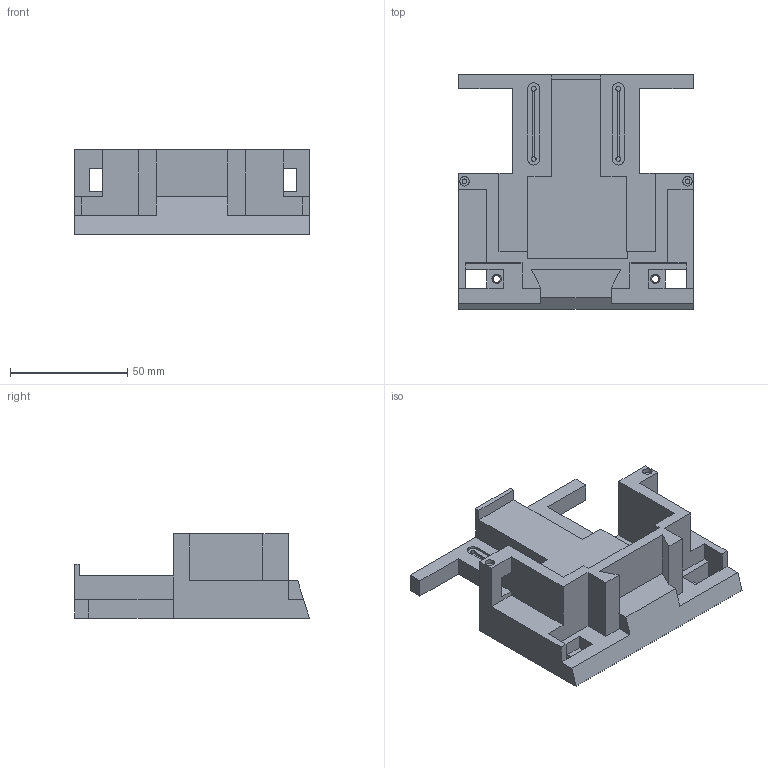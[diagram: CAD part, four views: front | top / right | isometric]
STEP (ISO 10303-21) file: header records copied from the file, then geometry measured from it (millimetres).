
FILE_DESCRIPTION(/* description */ (''),/* implementation_level */ '2;1');
FILE_NAME(/* name */ 'inferior.step',/* time_stamp */ '2025-11-17T18:10:20-03:00',/* author */ (''),/* organization */ (''),/* preprocessor_version */ 'ST-DEVELOPER v20.1',/* originating_system */ 'Autodesk Translation Framework v14.21.0.0',/* authorisation */ '');
FILE_SCHEMA (('AUTOMOTIVE_DESIGN { 1 0 10303 214 3 1 1 }'));
Length unit declared in the file: millimetre
Products named in the file (1): inferior
Bounding box: 100 x 100 x 36 mm (x, y, z)
Volume: 123643.4 mm3; surface area: 34363.5 mm2
Topology: 1 solids, 1 shells, 110 faces, 302 edges, 200 vertices
Faces by surface type: plane 94, cylinder 14, cone 2
Full cylindrical faces by diameter (mm): 2 x4, 3 x2, 4 x4
Entity records: 3509 total; most frequent: CARTESIAN_POINT 617, ORIENTED_EDGE 604, DIRECTION 562, EDGE_CURVE 302, LINE 260, VECTOR 260, VERTEX_POINT 200, AXIS2_PLACEMENT_3D 151
